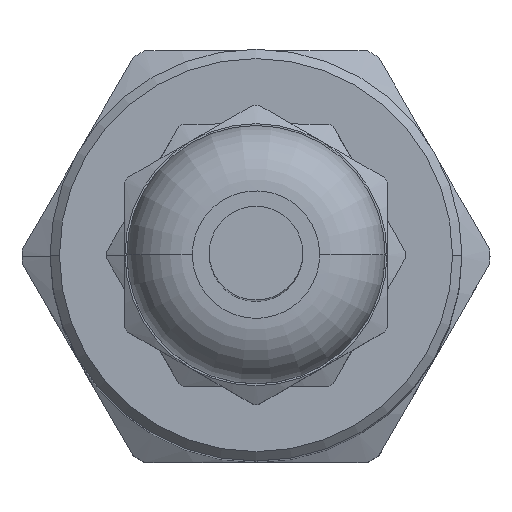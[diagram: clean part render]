
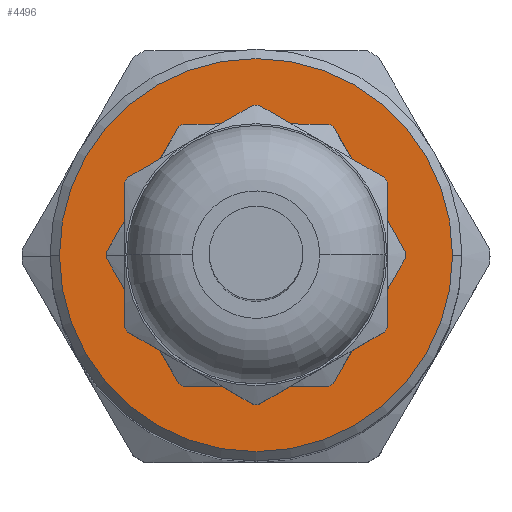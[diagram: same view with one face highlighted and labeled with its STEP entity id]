
A CAD part, top view. The second image highlights one B-rep face of the part: STEP entity #4496.
In plain terms, the highlighted face is planar.
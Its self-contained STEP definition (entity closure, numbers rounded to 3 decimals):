
#22 = VERTEX_POINT ( 'NONE', #8524 ) ;
#32 = DIRECTION ( 'NONE',  ( 1., 0., 0. ) ) ;
#244 = CARTESIAN_POINT ( 'NONE',  ( 0., 1.5, 0. ) ) ;
#405 = ORIENTED_EDGE ( 'NONE', *, *, #6133, .T. ) ;
#499 = ORIENTED_EDGE ( 'NONE', *, *, #10256, .T. ) ;
#508 = FACE_BOUND ( 'NONE', #3917, .T. ) ;
#611 = DIRECTION ( 'NONE',  ( 0., 1., 0. ) ) ;
#717 = CARTESIAN_POINT ( 'NONE',  ( -10.5, 1.5, 0. ) ) ;
#976 = CIRCLE ( 'NONE', #3639, 10.5 ) ;
#1651 = VERTEX_POINT ( 'NONE', #3708 ) ;
#1842 = DIRECTION ( 'NONE',  ( 0., 1., 0. ) ) ;
#1954 = EDGE_LOOP ( 'NONE', ( #405, #3272 ) ) ;
#2942 = FACE_OUTER_BOUND ( 'NONE', #1954, .T. ) ;
#2974 = CARTESIAN_POINT ( 'NONE',  ( 0., 1.5, 0. ) ) ;
#3272 = ORIENTED_EDGE ( 'NONE', *, *, #3338, .T. ) ;
#3338 = EDGE_CURVE ( 'NONE', #4321, #1651, #976, .T. ) ;
#3639 = AXIS2_PLACEMENT_3D ( 'NONE', #6335, #8637, #32 ) ;
#3708 = CARTESIAN_POINT ( 'NONE',  ( 10.5, 1.5, 0. ) ) ;
#3763 = DIRECTION ( 'NONE',  ( 0., 0., 1. ) ) ;
#3888 = EDGE_CURVE ( 'NONE', #5192, #22, #8760, .T. ) ;
#3917 = EDGE_LOOP ( 'NONE', ( #10118, #499 ) ) ;
#4321 = VERTEX_POINT ( 'NONE', #717 ) ;
#4465 = DIRECTION ( 'NONE',  ( 0., 0., 1. ) ) ;
#4496 = ADVANCED_FACE ( 'NONE', ( #508, #2942 ), #6141, .T. ) ;
#4854 = AXIS2_PLACEMENT_3D ( 'NONE', #244, #1842, #10073 ) ;
#5192 = VERTEX_POINT ( 'NONE', #8290 ) ;
#5218 = DIRECTION ( 'NONE',  ( 0., 0., 1. ) ) ;
#6121 = DIRECTION ( 'NONE',  ( 0., -1., 0. ) ) ;
#6133 = EDGE_CURVE ( 'NONE', #1651, #4321, #9496, .T. ) ;
#6141 = PLANE ( 'NONE',  #9841 ) ;
#6335 = CARTESIAN_POINT ( 'NONE',  ( 0., 1.5, 0. ) ) ;
#6875 = CARTESIAN_POINT ( 'NONE',  ( 0., 1.5, 0. ) ) ;
#7428 = AXIS2_PLACEMENT_3D ( 'NONE', #2974, #6121, #4465 ) ;
#7705 = CIRCLE ( 'NONE', #9035, 6. ) ;
#8290 = CARTESIAN_POINT ( 'NONE',  ( 0., 1.5, 6. ) ) ;
#8524 = CARTESIAN_POINT ( 'NONE',  ( 0., 1.5, -6. ) ) ;
#8637 = DIRECTION ( 'NONE',  ( 0., 1., 0. ) ) ;
#8760 = CIRCLE ( 'NONE', #7428, 6. ) ;
#9035 = AXIS2_PLACEMENT_3D ( 'NONE', #6875, #9164, #5218 ) ;
#9164 = DIRECTION ( 'NONE',  ( 0., -1., 0. ) ) ;
#9496 = CIRCLE ( 'NONE', #4854, 10.5 ) ;
#9841 = AXIS2_PLACEMENT_3D ( 'NONE', #9988, #611, #3763 ) ;
#9988 = CARTESIAN_POINT ( 'NONE',  ( 0., 1.5, 0. ) ) ;
#10073 = DIRECTION ( 'NONE',  ( 1., 0., 0. ) ) ;
#10118 = ORIENTED_EDGE ( 'NONE', *, *, #3888, .T. ) ;
#10256 = EDGE_CURVE ( 'NONE', #22, #5192, #7705, .T. ) ;
